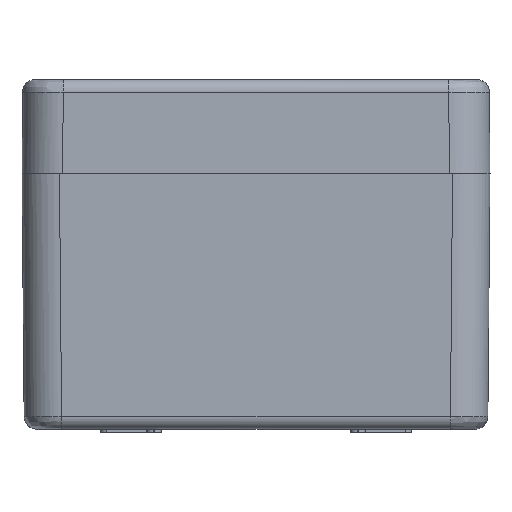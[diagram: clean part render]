
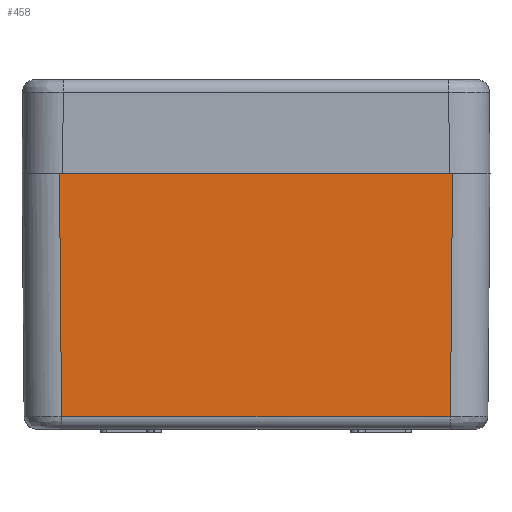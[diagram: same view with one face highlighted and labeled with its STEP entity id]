
A CAD part, left-side view. The second image highlights one B-rep face of the part: STEP entity #458.
In plain terms, the highlighted planar face has unit normal (-1, 0, -0.009).
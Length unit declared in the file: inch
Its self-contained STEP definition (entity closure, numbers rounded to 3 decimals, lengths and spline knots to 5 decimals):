
#427 = DIRECTION ( 'NONE',  ( 0., 1., 0. ) ) ;
#458 = ADVANCED_FACE ( 'NONE', ( #20497 ), #2901, .T. ) ;
#836 = EDGE_LOOP ( 'NONE', ( #18594, #1187, #15443, #13034 ) ) ;
#1166 = LINE ( 'NONE', #11479, #7223 ) ;
#1187 = ORIENTED_EDGE ( 'NONE', *, *, #15919, .F. ) ;
#1273 = VECTOR ( 'NONE', #15474, 39.37008 ) ;
#1926 = CARTESIAN_POINT ( 'NONE',  ( -2.16535, 1.47638, 0. ) ) ;
#2067 = CARTESIAN_POINT ( 'NONE',  ( -2.16535, 1.47638, 0. ) ) ;
#2387 = CARTESIAN_POINT ( 'NONE',  ( -2.16526, -1.24007, -0.01082 ) ) ;
#2901 = PLANE ( 'NONE',  #18366 ) ;
#4690 = CARTESIAN_POINT ( 'NONE',  ( -2.16521, 1.24002, -0.01683 ) ) ;
#6212 = LINE ( 'NONE', #4690, #1273 ) ;
#6498 = VECTOR ( 'NONE', #22091, 39.37008 ) ;
#7223 = VECTOR ( 'NONE', #7785, 39.37008 ) ;
#7785 = DIRECTION ( 'NONE',  ( 0., 1., 0. ) ) ;
#7836 = EDGE_CURVE ( 'NONE', #13472, #10121, #6212, .T. ) ;
#8937 = VECTOR ( 'NONE', #427, 39.37008 ) ;
#9166 = DIRECTION ( 'NONE',  ( -1., 0., -0.009 ) ) ;
#10121 = VERTEX_POINT ( 'NONE', #15167 ) ;
#11479 = CARTESIAN_POINT ( 'NONE',  ( -2.15195, 0.73819, -1.53612 ) ) ;
#11784 = LINE ( 'NONE', #2387, #6498 ) ;
#12990 = DIRECTION ( 'NONE',  ( -0.009, 0., 1. ) ) ;
#13034 = ORIENTED_EDGE ( 'NONE', *, *, #18619, .T. ) ;
#13472 = VERTEX_POINT ( 'NONE', #19037 ) ;
#14103 = LINE ( 'NONE', #1926, #8937 ) ;
#15167 = CARTESIAN_POINT ( 'NONE',  ( -2.16535, 1.24017, 0. ) ) ;
#15443 = ORIENTED_EDGE ( 'NONE', *, *, #16347, .F. ) ;
#15474 = DIRECTION ( 'NONE',  ( -0.009, 0.009, 1. ) ) ;
#15753 = CARTESIAN_POINT ( 'NONE',  ( -2.15195, -1.22676, -1.53612 ) ) ;
#15919 = EDGE_CURVE ( 'NONE', #18256, #13472, #1166, .T. ) ;
#16309 = VERTEX_POINT ( 'NONE', #19786 ) ;
#16347 = EDGE_CURVE ( 'NONE', #16309, #18256, #11784, .T. ) ;
#18256 = VERTEX_POINT ( 'NONE', #15753 ) ;
#18366 = AXIS2_PLACEMENT_3D ( 'NONE', #2067, #9166, #12990 ) ;
#18594 = ORIENTED_EDGE ( 'NONE', *, *, #7836, .F. ) ;
#18619 = EDGE_CURVE ( 'NONE', #16309, #10121, #14103, .T. ) ;
#19037 = CARTESIAN_POINT ( 'NONE',  ( -2.15195, 1.22676, -1.53612 ) ) ;
#19786 = CARTESIAN_POINT ( 'NONE',  ( -2.16535, -1.24017, 0. ) ) ;
#20497 = FACE_OUTER_BOUND ( 'NONE', #836, .T. ) ;
#22091 = DIRECTION ( 'NONE',  ( 0.009, 0.009, -1. ) ) ;
